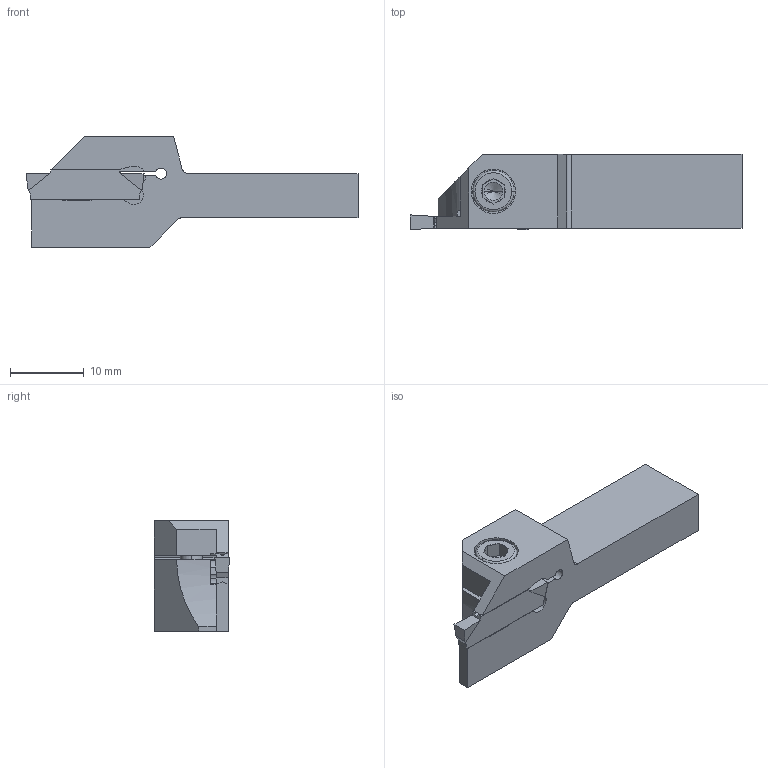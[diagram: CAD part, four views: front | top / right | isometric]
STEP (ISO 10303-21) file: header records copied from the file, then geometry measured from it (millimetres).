
FILE_DESCRIPTION (( 'STEP AP214' ), '1' );
FILE_NAME ('MGEHR0610-02-6.STEP', '2023-03-15T09:12:08', ( '' ), ( '' ), 'SwSTEP 2.0', 'SolidWorks 2022', '' );
FILE_SCHEMA (( 'AUTOMOTIVE_DESIGN' ));
Length unit declared in the file: millimetre
Products named in the file (4): MGEHR0610-02-6; GB70-85 M3℅10; 刀片 MGMN200（锋宜）
Assembly tree (3 placements, depth 2):
  MGEHR0610-02-6
    MGEHR0610-02-6
    刀片 MGMN200（锋宜）
    GB70-85 M3℅10
Bounding box: 45 x 10.2 x 15 mm (x, y, z)
Volume: 3425.8 mm3; surface area: 2552.2 mm2
Topology: 3 solids, 3 shells, 125 faces, 322 edges, 205 vertices
Faces by surface type: plane 78, cylinder 28, cone 15, torus 4
Entity records: 3954 total; most frequent: CARTESIAN_POINT 714, DIRECTION 641, ORIENTED_EDGE 640, EDGE_CURVE 320, LINE 229, VECTOR 229, AXIS2_PLACEMENT_3D 206, VERTEX_POINT 205
